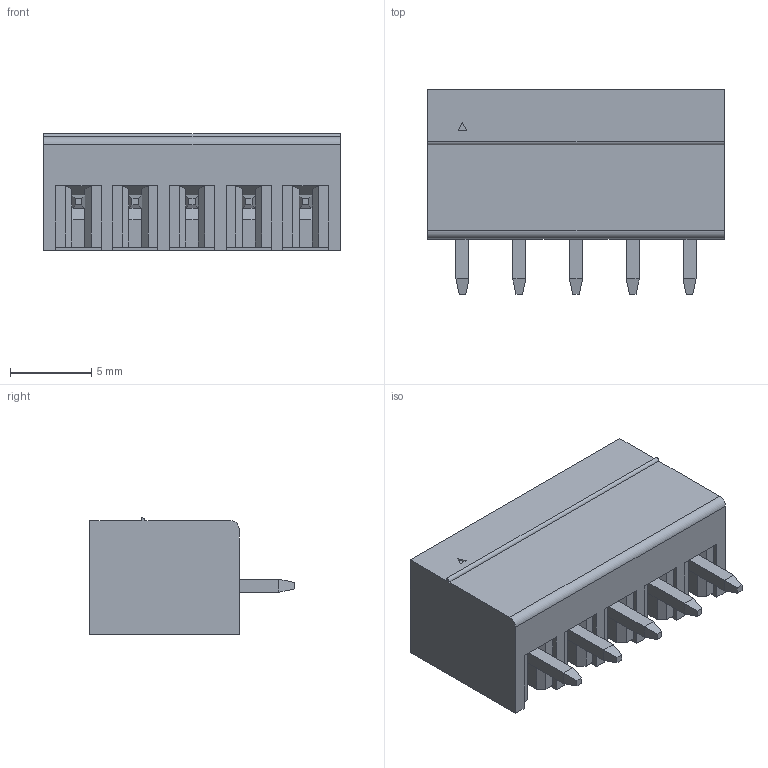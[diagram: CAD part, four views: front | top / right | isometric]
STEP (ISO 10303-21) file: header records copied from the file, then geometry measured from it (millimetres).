
FILE_DESCRIPTION (( 'STEP AP214' ), '1' );
FILE_NAME ('15EDGVC-3.5-05P-14-00AH.STEP', '2021-01-29T05:22:15', ( '' ), ( '' ), 'SwSTEP 2.0', 'SolidWorks 2020', '' );
FILE_SCHEMA (( 'AUTOMOTIVE_DESIGN' ));
Length unit declared in the file: millimetre
Products named in the file (1): 15EDGVC-3.5-05P-14-00AH
Bounding box: 18.3 x 12.6 x 7.2 mm (x, y, z)
Volume: 525.3 mm3; surface area: 1839.1 mm2
Topology: 1 solids, 1 shells, 654 faces, 1743 edges, 1132 vertices
Faces by surface type: plane 494, bspline 128, cylinder 17, torus 10, cone 5
Entity records: 30582 total; most frequent: CARTESIAN_POINT 11232, ORIENTED_EDGE 3486, DIRECTION 2590, EDGE_CURVE 1743, LINE 1418, VECTOR 1418, VERTEX_POINT 1132, EDGE_LOOP 695
